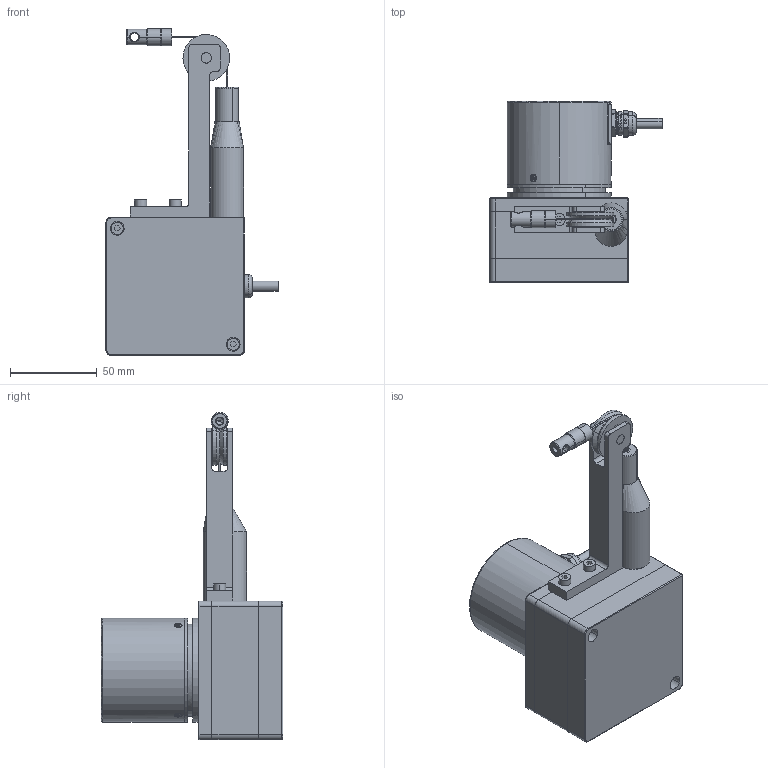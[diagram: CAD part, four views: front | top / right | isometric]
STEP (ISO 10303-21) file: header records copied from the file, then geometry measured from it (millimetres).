
FILE_DESCRIPTION(('CATIA V5 STEP Exchange'),'2;1');
FILE_NAME('LTF81D-ASM-JDCA58.stp','2026-02-04T08:07:14+00:00',('none'),('none'),'CATIA Version 5 Release 21 GA (IN-10)','CATIA V5 STEP AP203','none');
FILE_SCHEMA(('CONFIG_CONTROL_DESIGN'));
Length unit declared in the file: millimetre
Products named in the file (4): LTF81D_ASM; LTF81D_COMPONENTS; LTF81D_BOLTS; LTF63_DXZ_A
Assembly tree (22 placements, depth 3):
  LTF81D_ASM
    LTF81D_COMPONENTS
      #66
    LTF81D_BOLTS
      #14276  x6
    #14795
    #15239
    #15996
    #16753
    LTF63_DXZ_A
      #17167
      #17503
    #18114
    #19202
    #19306
    #19741
    #21145
    #21433
Bounding box: 99.47 x 105 x 189 mm (x, y, z)
Volume: 361258 mm3; surface area: 97252.3 mm2
Topology: 18 solids, 32 shells, 694 faces, 1800 edges, 1183 vertices
Faces by surface type: cylinder 237, plane 211, bspline 135, cone 63, torus 46, sphere 2
Entity records: 21276 total; most frequent: CARTESIAN_POINT 7917, ORIENTED_EDGE 2961, DIRECTION 1957, EDGE_CURVE 1624, VERTEX_POINT 1073, AXIS2_PLACEMENT_3D 968, EDGE_LOOP 698, ADVANCED_FACE 614
